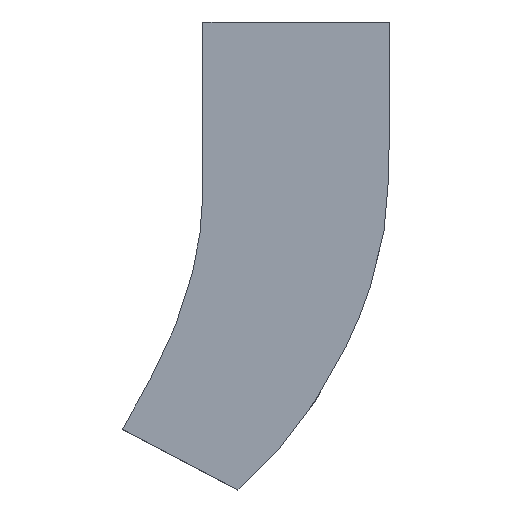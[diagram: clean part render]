
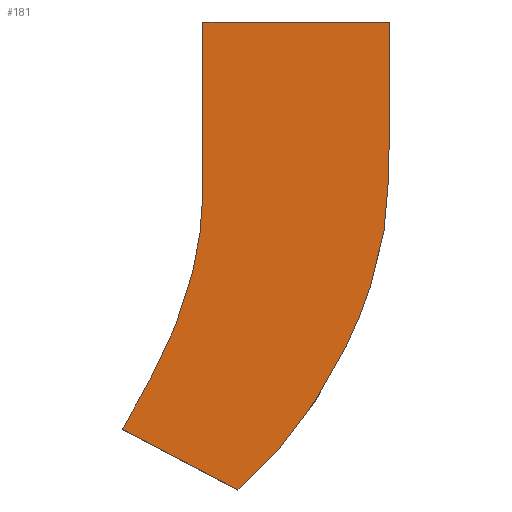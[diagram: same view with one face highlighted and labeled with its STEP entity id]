
A CAD part, top view. The second image highlights one B-rep face of the part: STEP entity #181.
In plain terms, the highlighted planar face has unit normal (0, 0, 1).
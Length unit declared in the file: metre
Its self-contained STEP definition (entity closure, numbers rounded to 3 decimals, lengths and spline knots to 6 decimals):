
#12=B_SPLINE_CURVE_WITH_KNOTS('',2,(#254,#255,#256),.UNSPECIFIED.,.F.,.F.,
(3,3),(0.,1.),.PIECEWISE_BEZIER_KNOTS.);
#14=B_SPLINE_CURVE_WITH_KNOTS('',2,(#271,#272,#273),.UNSPECIFIED.,.F.,.F.,
(3,3),(0.,1.),.PIECEWISE_BEZIER_KNOTS.);
#16=B_SPLINE_CURVE_WITH_KNOTS('',2,(#306,#307,#308),.UNSPECIFIED.,.F.,.F.,
(3,3),(0.,1.),.PIECEWISE_BEZIER_KNOTS.);
#61=ORIENTED_EDGE('',*,*,#69,.F.);
#62=ORIENTED_EDGE('',*,*,#73,.F.);
#63=ORIENTED_EDGE('',*,*,#76,.F.);
#64=ORIENTED_EDGE('',*,*,#79,.F.);
#65=ORIENTED_EDGE('',*,*,#82,.F.);
#66=ORIENTED_EDGE('',*,*,#85,.F.);
#67=ORIENTED_EDGE('',*,*,#88,.F.);
#68=ORIENTED_EDGE('',*,*,#91,.F.);
#69=EDGE_CURVE('',#93,#94,#109,.T.);
#73=EDGE_CURVE('',#97,#93,#12,.T.);
#76=EDGE_CURVE('',#99,#97,#14,.T.);
#79=EDGE_CURVE('',#101,#99,#115,.T.);
#82=EDGE_CURVE('',#103,#101,#118,.T.);
#85=EDGE_CURVE('',#105,#103,#121,.T.);
#88=EDGE_CURVE('',#107,#105,#16,.T.);
#91=EDGE_CURVE('',#94,#107,#125,.T.);
#93=VERTEX_POINT('',#239);
#94=VERTEX_POINT('',#240);
#97=VERTEX_POINT('',#257);
#99=VERTEX_POINT('',#274);
#101=VERTEX_POINT('',#282);
#103=VERTEX_POINT('',#288);
#105=VERTEX_POINT('',#294);
#107=VERTEX_POINT('',#309);
#109=LINE('',#238,#127);
#115=LINE('',#281,#133);
#118=LINE('',#287,#136);
#121=LINE('',#293,#139);
#125=LINE('',#316,#143);
#127=VECTOR('',#206,1.);
#133=VECTOR('',#214,1.);
#136=VECTOR('',#219,1.);
#139=VECTOR('',#224,1.);
#143=VECTOR('',#230,1.);
#154=EDGE_LOOP('',(#61,#62,#63,#64,#65,#66,#67,#68));
#164=FACE_BOUND('',#154,.T.);
#171=PLANE('',#201);
#181=ADVANCED_FACE('',(#164),#171,.T.);
#201=AXIS2_PLACEMENT_3D('',#319,#234,#235);
#206=DIRECTION('',(-0.886,0.464,0.));
#214=DIRECTION('',(-0.005,-1.,0.));
#219=DIRECTION('',(1.,0.,0.));
#224=DIRECTION('',(0.,1.,0.));
#230=DIRECTION('',(0.486,0.874,0.));
#234=DIRECTION('',(0.,0.,1.));
#235=DIRECTION('',(1.,0.,0.));
#238=CARTESIAN_POINT('',(0.057123,-0.04992,0.0095));
#239=CARTESIAN_POINT('',(0.05747,-0.050101,0.0095));
#240=CARTESIAN_POINT('',(0.056776,-0.049738,0.0095));
#254=CARTESIAN_POINT('',(0.058119,-0.049241,0.0095));
#255=CARTESIAN_POINT('',(0.057866,-0.04976,0.0095));
#256=CARTESIAN_POINT('',(0.05747,-0.050101,0.0095));
#257=CARTESIAN_POINT('',(0.058119,-0.049241,0.0095));
#271=CARTESIAN_POINT('',(0.058376,-0.048212,0.0095));
#272=CARTESIAN_POINT('',(0.058372,-0.048722,0.0095));
#273=CARTESIAN_POINT('',(0.058119,-0.049241,0.0095));
#274=CARTESIAN_POINT('',(0.058376,-0.048212,0.0095));
#281=CARTESIAN_POINT('',(0.058379,-0.047752,0.0095));
#282=CARTESIAN_POINT('',(0.058381,-0.047292,0.0095));
#287=CARTESIAN_POINT('',(0.05782,-0.047292,0.0095));
#288=CARTESIAN_POINT('',(0.05726,-0.047292,0.0095));
#293=CARTESIAN_POINT('',(0.05726,-0.047807,0.0095));
#294=CARTESIAN_POINT('',(0.05726,-0.048322,0.0095));
#306=CARTESIAN_POINT('',(0.056942,-0.04944,0.0095));
#307=CARTESIAN_POINT('',(0.05725,-0.048878,0.0095));
#308=CARTESIAN_POINT('',(0.05726,-0.048322,0.0095));
#309=CARTESIAN_POINT('',(0.056942,-0.04944,0.0095));
#316=CARTESIAN_POINT('',(0.056859,-0.049589,0.0095));
#319=CARTESIAN_POINT('',(0.104891,-0.015824,0.0095));
